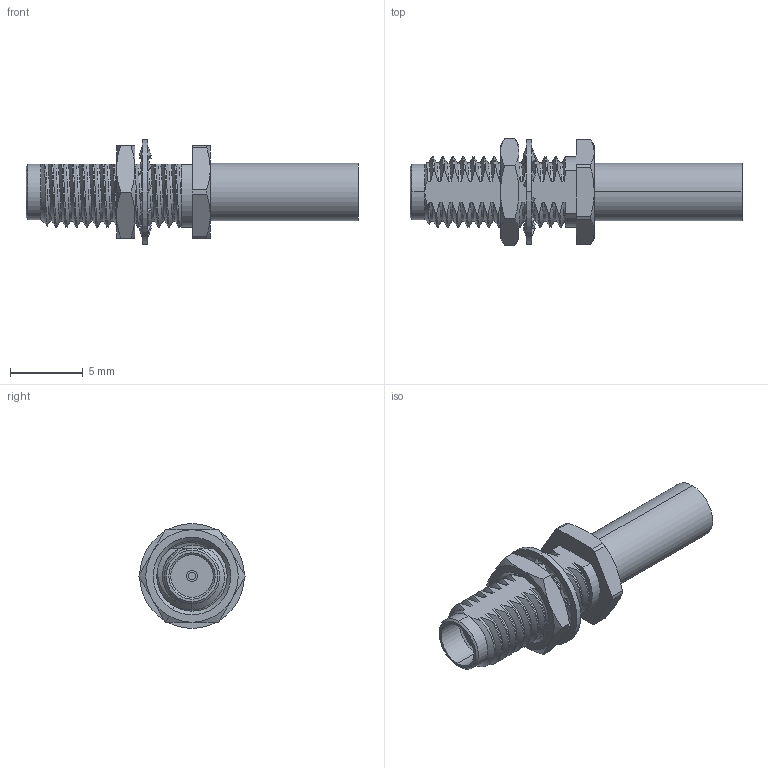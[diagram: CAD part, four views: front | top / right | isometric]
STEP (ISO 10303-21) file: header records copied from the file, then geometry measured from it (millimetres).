
FILE_DESCRIPTION (( 'STEP AP203' ), '1' );
FILE_NAME ('FMCN1859_3D.STEP', '2022-02-19T00:40:31', ( '' ), ( '' ), 'SwSTEP 2.0', 'SolidWorks 2021', '' );
FILE_SCHEMA (( 'CONFIG_CONTROL_DESIGN' ));
Length unit declared in the file: inch
Products named in the file (1): FMCN1859_3D
Bounding box: 22.82 x 7.33 x 7.2 mm (x, y, z)
Volume: 283.8 mm3; surface area: 770.8 mm2
Topology: 3 solids, 4 shells, 238 faces, 665 edges, 444 vertices
Faces by surface type: bspline 94, cylinder 71, plane 41, cone 32
Entity records: 26628 total; most frequent: CARTESIAN_POINT 21476, ORIENTED_EDGE 1330, DIRECTION 715, EDGE_CURVE 665, VERTEX_POINT 444, AXIS2_PLACEMENT_3D 284, B_SPLINE_CURVE_WITH_KNOTS 261, EDGE_LOOP 251
